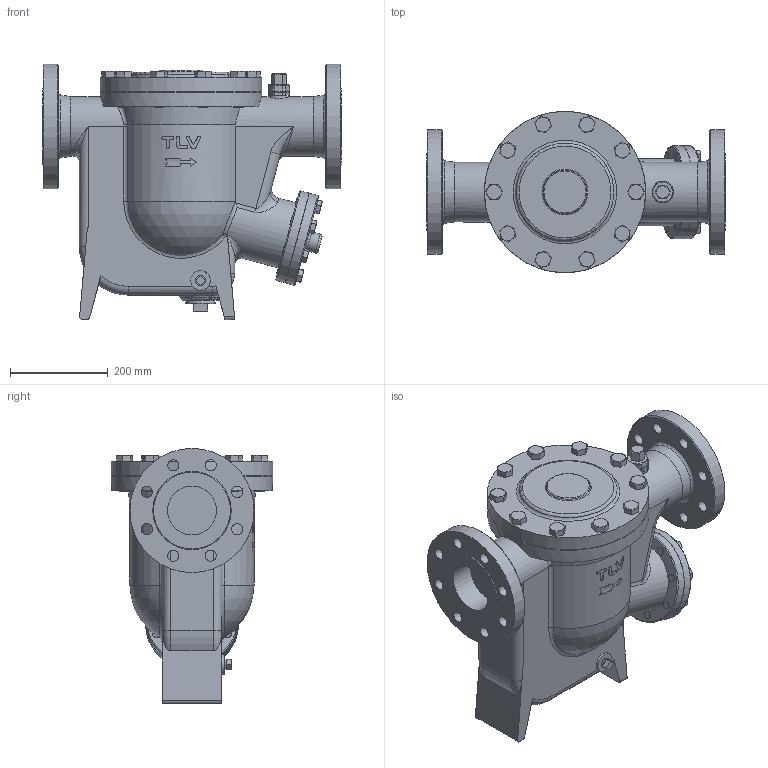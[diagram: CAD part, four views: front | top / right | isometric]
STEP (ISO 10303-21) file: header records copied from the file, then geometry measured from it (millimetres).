
FILE_DESCRIPTION((''),'2;1');
FILE_NAME('j1000-100-a0300-00.stp','2010-11-09T16:31:56',('nakaot'),(''),'Autodesk Inventor 2008','Autodesk Inventor 2008','');
FILE_SCHEMA(('AUTOMOTIVE_DESIGN { 1 0 10303 214 1 1 1 1 }'));
Length unit declared in the file: millimetre
Products named in the file (1): j1000-100-a0300-00
Bounding box: 611 x 330 x 522 mm (x, y, z)
Volume: 34925058.3 mm3; surface area: 1277374.9 mm2
Topology: 1 solids, 1 shells, 587 faces, 1365 edges, 855 vertices
Faces by surface type: plane 254, cone 120, cylinder 103, bspline 91, torus 17, sphere 2
Full cylindrical faces by diameter (mm): 16 x16, 20 x19, 23 x8, 30 x2, 40 x2, 44 x1, 100 x2, 122 x2, 138 x1, 190 x2, 200 x1, 254 x2, 330 x2
Entity records: 28770 total; most frequent: CARTESIAN_POINT 16809, ORIENTED_EDGE 2450, DIRECTION 2283, EDGE_CURVE 1225, AXIS2_PLACEMENT_3D 943, EDGE_LOOP 843, VERTEX_POINT 828, FACE_OUTER_BOUND 587
